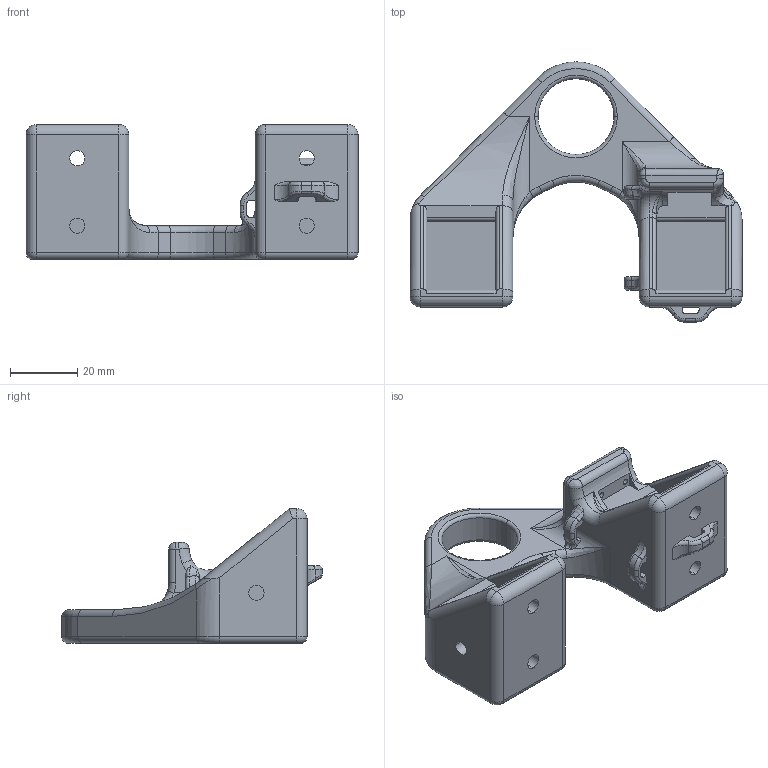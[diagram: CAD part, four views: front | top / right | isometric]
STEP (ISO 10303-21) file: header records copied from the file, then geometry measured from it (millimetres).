
FILE_DESCRIPTION (( 'STEP AP214' ), '1' );
FILE_NAME ('Z_top_v2.STEP', '2024-08-29T20:19:11', ( '' ), ( '' ), 'SwSTEP 2.0', 'SolidWorks 2024', '' );
FILE_SCHEMA (( 'AUTOMOTIVE_DESIGN' ));
Length unit declared in the file: millimetre
Products named in the file (1): Z_top_v2
Bounding box: 98.5 x 77.25 x 40 mm (x, y, z)
Volume: 57048.4 mm3; surface area: 21692.9 mm2
Topology: 1 solids, 1 shells, 244 faces, 621 edges, 365 vertices
Faces by surface type: cylinder 104, plane 56, torus 44, bspline 35, sphere 5
Entity records: 8767 total; most frequent: CARTESIAN_POINT 3132, ORIENTED_EDGE 1218, DIRECTION 1160, EDGE_CURVE 609, AXIS2_PLACEMENT_3D 457, VERTEX_POINT 365, EDGE_LOOP 266, CIRCLE 247
